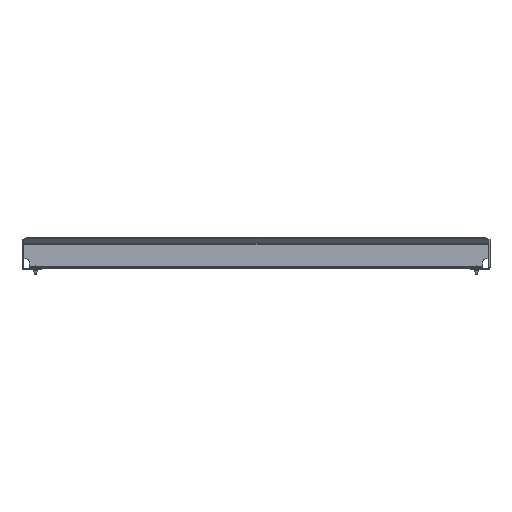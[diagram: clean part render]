
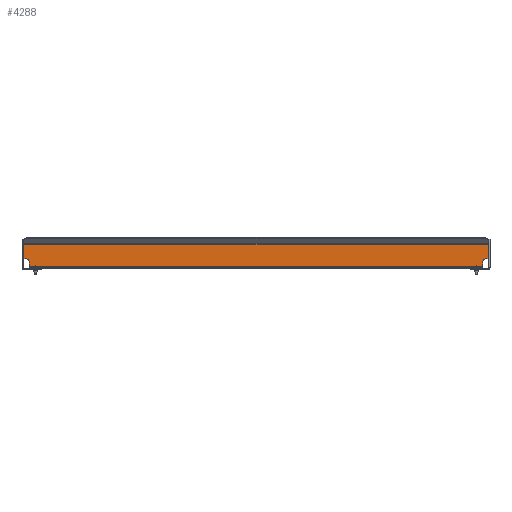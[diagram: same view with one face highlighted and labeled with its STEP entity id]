
A CAD part, front view. The second image highlights one B-rep face of the part: STEP entity #4288.
In plain terms, the highlighted face is planar.
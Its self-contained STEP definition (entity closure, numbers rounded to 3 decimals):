
#145 = EDGE_CURVE ( 'NONE', #740, #1282, #8355, .T. ) ;
#352 = CARTESIAN_POINT ( 'NONE',  ( -263., 0., 7.55 ) ) ;
#501 = VERTEX_POINT ( 'NONE', #3606 ) ;
#536 = DIRECTION ( 'NONE',  ( 0., 0., 1. ) ) ;
#613 = ORIENTED_EDGE ( 'NONE', *, *, #2536, .T. ) ;
#740 = VERTEX_POINT ( 'NONE', #3942 ) ;
#760 = DIRECTION ( 'NONE',  ( -1., 0., 0. ) ) ;
#793 = LINE ( 'NONE', #7431, #6593 ) ;
#863 = AXIS2_PLACEMENT_3D ( 'NONE', #3340, #1166, #8708 ) ;
#965 = FACE_OUTER_BOUND ( 'NONE', #2480, .T. ) ;
#1064 = DIRECTION ( 'NONE',  ( -1., 0., 0. ) ) ;
#1075 = DIRECTION ( 'NONE',  ( -1., 0., 0. ) ) ;
#1108 = LINE ( 'NONE', #6828, #5203 ) ;
#1166 = DIRECTION ( 'NONE',  ( 0., -1., 0. ) ) ;
#1256 = CARTESIAN_POINT ( 'NONE',  ( 269., 0., 27.929 ) ) ;
#1282 = VERTEX_POINT ( 'NONE', #8087 ) ;
#1941 = EDGE_CURVE ( 'NONE', #6994, #501, #6299, .T. ) ;
#2029 = DIRECTION ( 'NONE',  ( -1., 0., 0. ) ) ;
#2130 = ORIENTED_EDGE ( 'NONE', *, *, #7252, .T. ) ;
#2177 = CARTESIAN_POINT ( 'NONE',  ( 269., 0., 27.929 ) ) ;
#2292 = CARTESIAN_POINT ( 'NONE',  ( 269., 0., 10.8 ) ) ;
#2480 = EDGE_LOOP ( 'NONE', ( #613, #2130, #5363, #3510, #5480, #7339, #4475, #5166, #2682, #7301 ) ) ;
#2536 = EDGE_CURVE ( 'NONE', #5559, #8525, #3179, .T. ) ;
#2650 = EDGE_CURVE ( 'NONE', #8841, #740, #5332, .T. ) ;
#2682 = ORIENTED_EDGE ( 'NONE', *, *, #1941, .F. ) ;
#2704 = VECTOR ( 'NONE', #6869, 1000. ) ;
#2723 = EDGE_CURVE ( 'NONE', #4986, #501, #4796, .T. ) ;
#2905 = LINE ( 'NONE', #2177, #2704 ) ;
#3032 = CARTESIAN_POINT ( 'NONE',  ( -269., 0., 27.929 ) ) ;
#3063 = CARTESIAN_POINT ( 'NONE',  ( -263., 0., -0.001 ) ) ;
#3179 = LINE ( 'NONE', #3063, #3623 ) ;
#3243 = DIRECTION ( 'NONE',  ( 0., 0., 1. ) ) ;
#3340 = CARTESIAN_POINT ( 'NONE',  ( 266.25, 0., 7.55 ) ) ;
#3427 = VECTOR ( 'NONE', #7824, 1000. ) ;
#3510 = ORIENTED_EDGE ( 'NONE', *, *, #145, .F. ) ;
#3514 = VECTOR ( 'NONE', #1075, 1000. ) ;
#3606 = CARTESIAN_POINT ( 'NONE',  ( 263., 0., 7.55 ) ) ;
#3623 = VECTOR ( 'NONE', #5173, 1000. ) ;
#3681 = CARTESIAN_POINT ( 'NONE',  ( 263., 0., 1.8 ) ) ;
#3922 = PLANE ( 'NONE',  #7256 ) ;
#3942 = CARTESIAN_POINT ( 'NONE',  ( -269., 0., 27.515 ) ) ;
#3950 = DIRECTION ( 'NONE',  ( 0., 1., 0. ) ) ;
#3961 = EDGE_CURVE ( 'NONE', #8841, #8496, #2905, .T. ) ;
#4001 = CARTESIAN_POINT ( 'NONE',  ( -266.25, 0., 10.8 ) ) ;
#4288 = ADVANCED_FACE ( 'NONE', ( #965 ), #3922, .T. ) ;
#4409 = CARTESIAN_POINT ( 'NONE',  ( 266.25, 0., 10.8 ) ) ;
#4475 = ORIENTED_EDGE ( 'NONE', *, *, #4992, .T. ) ;
#4480 = VECTOR ( 'NONE', #7379, 1000. ) ;
#4571 = VECTOR ( 'NONE', #1064, 1000. ) ;
#4796 = CIRCLE ( 'NONE', #863, 3.25 ) ;
#4986 = VERTEX_POINT ( 'NONE', #4409 ) ;
#4992 = EDGE_CURVE ( 'NONE', #8496, #4986, #8566, .T. ) ;
#5166 = ORIENTED_EDGE ( 'NONE', *, *, #2723, .T. ) ;
#5173 = DIRECTION ( 'NONE',  ( 0., 0., 1. ) ) ;
#5203 = VECTOR ( 'NONE', #760, 1000. ) ;
#5332 = LINE ( 'NONE', #8618, #3514 ) ;
#5363 = ORIENTED_EDGE ( 'NONE', *, *, #6786, .T. ) ;
#5480 = ORIENTED_EDGE ( 'NONE', *, *, #2650, .F. ) ;
#5559 = VERTEX_POINT ( 'NONE', #6550 ) ;
#5928 = CARTESIAN_POINT ( 'NONE',  ( -266.25, 0., 7.55 ) ) ;
#6299 = LINE ( 'NONE', #8178, #4480 ) ;
#6450 = EDGE_CURVE ( 'NONE', #6994, #5559, #793, .T. ) ;
#6534 = CIRCLE ( 'NONE', #7867, 3.25 ) ;
#6550 = CARTESIAN_POINT ( 'NONE',  ( -263., 0., 1.8 ) ) ;
#6593 = VECTOR ( 'NONE', #2029, 1000. ) ;
#6786 = EDGE_CURVE ( 'NONE', #8098, #1282, #1108, .T. ) ;
#6828 = CARTESIAN_POINT ( 'NONE',  ( -263., 0., 10.8 ) ) ;
#6869 = DIRECTION ( 'NONE',  ( 0., 0., -1. ) ) ;
#6994 = VERTEX_POINT ( 'NONE', #3681 ) ;
#7252 = EDGE_CURVE ( 'NONE', #8525, #8098, #6534, .T. ) ;
#7256 = AXIS2_PLACEMENT_3D ( 'NONE', #1256, #3950, #536 ) ;
#7301 = ORIENTED_EDGE ( 'NONE', *, *, #6450, .T. ) ;
#7339 = ORIENTED_EDGE ( 'NONE', *, *, #3961, .T. ) ;
#7379 = DIRECTION ( 'NONE',  ( 0., 0., 1. ) ) ;
#7431 = CARTESIAN_POINT ( 'NONE',  ( 269., 0., 1.8 ) ) ;
#7820 = CARTESIAN_POINT ( 'NONE',  ( 269., 0., 27.515 ) ) ;
#7824 = DIRECTION ( 'NONE',  ( 0., 0., -1. ) ) ;
#7867 = AXIS2_PLACEMENT_3D ( 'NONE', #5928, #8675, #3243 ) ;
#8087 = CARTESIAN_POINT ( 'NONE',  ( -269., 0., 10.8 ) ) ;
#8098 = VERTEX_POINT ( 'NONE', #4001 ) ;
#8178 = CARTESIAN_POINT ( 'NONE',  ( 263., 0., -0.001 ) ) ;
#8355 = LINE ( 'NONE', #3032, #3427 ) ;
#8496 = VERTEX_POINT ( 'NONE', #2292 ) ;
#8525 = VERTEX_POINT ( 'NONE', #352 ) ;
#8545 = CARTESIAN_POINT ( 'NONE',  ( 263., 0., 10.8 ) ) ;
#8566 = LINE ( 'NONE', #8545, #4571 ) ;
#8618 = CARTESIAN_POINT ( 'NONE',  ( 269., 0., 27.515 ) ) ;
#8675 = DIRECTION ( 'NONE',  ( 0., -1., 0. ) ) ;
#8708 = DIRECTION ( 'NONE',  ( 0., 0., 1. ) ) ;
#8841 = VERTEX_POINT ( 'NONE', #7820 ) ;
